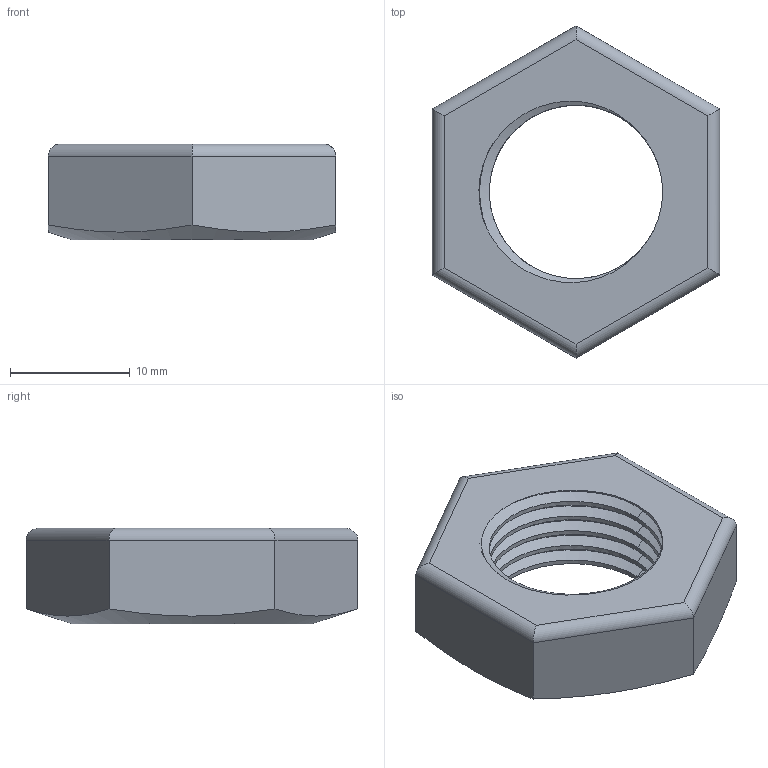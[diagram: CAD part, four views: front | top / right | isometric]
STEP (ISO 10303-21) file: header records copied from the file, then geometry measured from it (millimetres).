
FILE_DESCRIPTION(('FreeCAD Model'),'2;1');
FILE_NAME('Open CASCADE Shape Model','2025-12-28T05:52:27',(''),(''), 'Open CASCADE STEP processor 7.8','FreeCAD','Unknown');
FILE_SCHEMA(('AUTOMOTIVE_DESIGN { 1 0 10303 214 1 1 1 1 }'));
Length unit declared in the file: millimetre
Products named in the file (2): Part; Nut
Assembly tree (1 placements, depth 2):
  Part
    Nut
Bounding box: 24 x 27.71 x 8 mm (x, y, z)
Volume: 2434.8 mm3; surface area: 1834.4 mm2
Topology: 1 solids, 1 shells, 41 faces, 90 edges, 51 vertices
Faces by surface type: bspline 19, cylinder 13, plane 8, cone 1
Full cylindrical faces by diameter (mm): 14.476 x5
Entity records: 3098 total; most frequent: CARTESIAN_POINT 2323, ORIENTED_EDGE 180, DIRECTION 107, EDGE_CURVE 90, VERTEX_POINT 51, FACE_BOUND 43, EDGE_LOOP 43, AXIS2_PLACEMENT_3D 41
